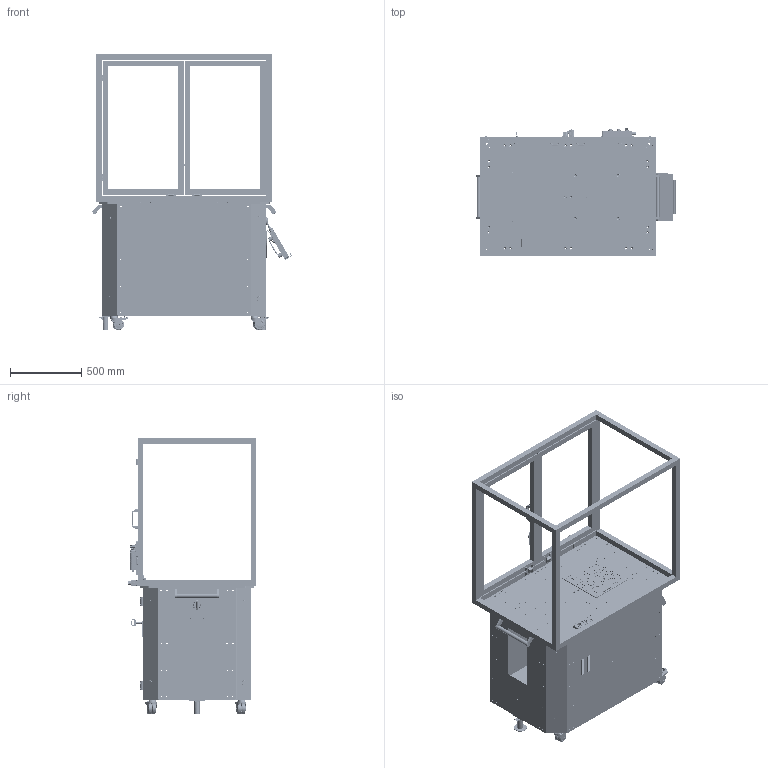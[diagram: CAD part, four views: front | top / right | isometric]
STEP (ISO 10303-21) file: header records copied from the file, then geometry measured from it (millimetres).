
FILE_DESCRIPTION (( 'STEP AP214' ), '1' );
FILE_NAME ('Education_MRB_M.STEP', '2024-02-06T09:47:49', ( '' ), ( '' ), 'SwSTEP 2.0', 'SolidWorks 2019', '' );
FILE_SCHEMA (( 'AUTOMOTIVE_DESIGN' ));
Length unit declared in the file: millimetre
Products named in the file (1): Education_MRB_M
Bounding box: 1394.69 x 902.4 x 1937.5 mm (x, y, z)
Surface area: 14100826.3 mm2 (no closed solid volume)
Topology: 0 solids, 162 shells, 9973 faces, 26249 edges, 17007 vertices
Faces by surface type: plane 4549, cylinder 3201, bspline 1171, torus 571, cone 416, sphere 65
Full cylindrical faces by diameter (mm): 2.5 x8, 2.6 x4, 3 x8, 4.2 x10, 4.5 x6, 5 x11, 5.05 x8, 5.5 x22, 5.7 x8, 5.8 x4, 6 x4, 6.5 x4, 6.6 x12, 6.8 x108, 7 x9, 8.4 x8, 8.5 x8, 8.6 x1, 8.8 x8, 9 x73, 10 x4, 10.5 x4, 11 x4, 11.8 x32, 13.4 x1, 19.9 x1, 20 x3, 20.4 x1, 21.2 x3, 22 x4
Entity records: 474050 total; most frequent: CARTESIAN_POINT 123330, ORIENTED_EDGE 50750, DIRECTION 46970, EDGE_CURVE 25580, VERTEX_POINT 16925, AXIS2_PLACEMENT_3D 16676, VECTOR 13618, LINE 13618
